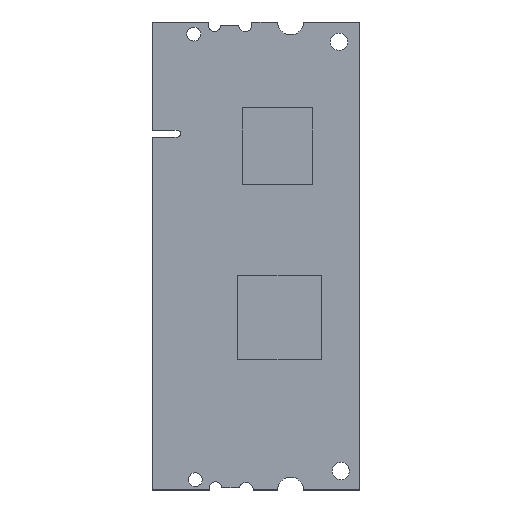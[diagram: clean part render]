
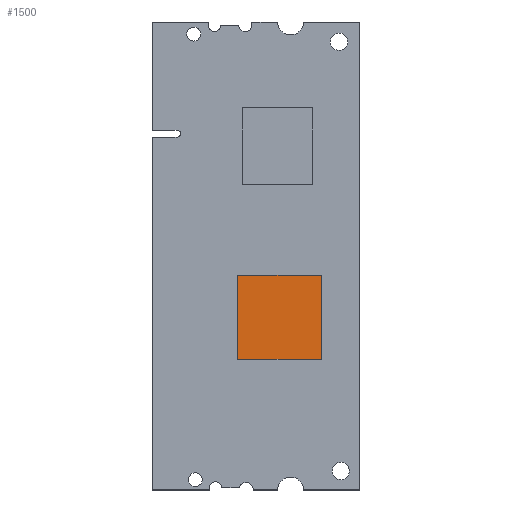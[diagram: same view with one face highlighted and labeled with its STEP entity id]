
A CAD part, top view. The second image highlights one B-rep face of the part: STEP entity #1500.
In plain terms, the highlighted planar face has unit normal (0, 0, 1).
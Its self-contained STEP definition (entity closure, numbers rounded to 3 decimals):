
#1312 = EDGE_CURVE('',#1313,#1315,#1317,.T.);
#1313 = VERTEX_POINT('',#1314);
#1314 = CARTESIAN_POINT('',(23.449,-15.108,4.5));
#1315 = VERTEX_POINT('',#1316);
#1316 = CARTESIAN_POINT('',(11.344,-15.108,4.5));
#1317 = LINE('',#1318,#1319);
#1318 = CARTESIAN_POINT('',(11.344,-15.108,4.5));
#1319 = VECTOR('',#1320,1.);
#1320 = DIRECTION('',(-1.,0.,0.));
#1343 = EDGE_CURVE('',#1315,#1344,#1346,.T.);
#1344 = VERTEX_POINT('',#1345);
#1345 = CARTESIAN_POINT('',(11.344,-3.,4.5));
#1346 = LINE('',#1347,#1348);
#1347 = CARTESIAN_POINT('',(11.344,-3.,4.5));
#1348 = VECTOR('',#1349,1.);
#1349 = DIRECTION('',(0.,1.,-0.));
#1367 = EDGE_CURVE('',#1344,#1368,#1370,.T.);
#1368 = VERTEX_POINT('',#1369);
#1369 = CARTESIAN_POINT('',(23.449,-3.,4.5));
#1370 = LINE('',#1371,#1372);
#1371 = CARTESIAN_POINT('',(23.449,-3.,4.5));
#1372 = VECTOR('',#1373,1.);
#1373 = DIRECTION('',(1.,0.,0.));
#1391 = EDGE_CURVE('',#1368,#1313,#1392,.T.);
#1392 = LINE('',#1393,#1394);
#1393 = CARTESIAN_POINT('',(23.449,-15.108,4.5));
#1394 = VECTOR('',#1395,1.);
#1395 = DIRECTION('',(0.,-1.,0.));
#1500 = ADVANCED_FACE('',(#1501),#1507,.T.);
#1501 = FACE_BOUND('',#1502,.T.);
#1502 = EDGE_LOOP('',(#1503,#1504,#1505,#1506));
#1503 = ORIENTED_EDGE('',*,*,#1343,.F.);
#1504 = ORIENTED_EDGE('',*,*,#1312,.F.);
#1505 = ORIENTED_EDGE('',*,*,#1391,.F.);
#1506 = ORIENTED_EDGE('',*,*,#1367,.F.);
#1507 = PLANE('',#1508);
#1508 = AXIS2_PLACEMENT_3D('',#1509,#1510,#1511);
#1509 = CARTESIAN_POINT('',(17.397,-9.054,4.5));
#1510 = DIRECTION('',(0.,0.,1.));
#1511 = DIRECTION('',(0.,-1.,0.));
